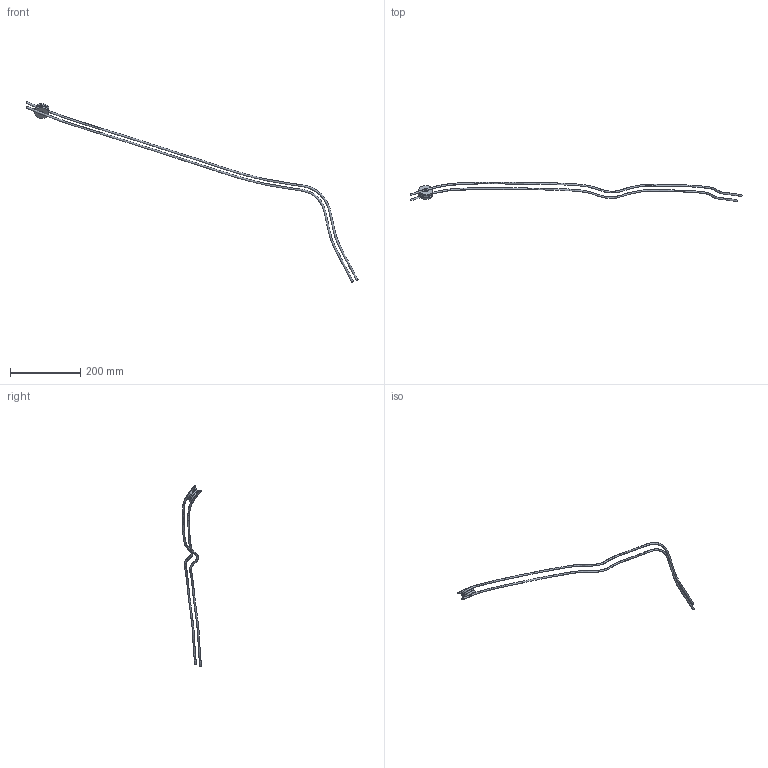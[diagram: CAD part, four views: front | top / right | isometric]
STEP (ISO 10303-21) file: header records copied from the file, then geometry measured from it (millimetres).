
FILE_DESCRIPTION(/* description */ (''),/* implementation_level */ '2;1');
FILE_NAME(/* name */ 'Baugruppe.step',/* time_stamp */ '2018-12-21T14:44:27+01:00',/* author */ ('Michi'),/* organization */ (''),/* preprocessor_version */ 'ST-DEVELOPER v17',/* originating_system */ 'Autodesk Inventor 2019',/* authorisation */ '');
FILE_SCHEMA (('AUTOMOTIVE_DESIGN { 1 0 10303 214 3 1 1 }'));
Length unit declared in the file: millimetre
Products named in the file (4): Baugruppe; Andrückrolle; Hilfsrohr Fläche; Hilfskugel klein
Assembly tree (4 placements, depth 2):
  Baugruppe
    Andrückrolle
    Hilfskugel klein  x2
    Hilfsrohr Fläche
Bounding box: 946.92 x 55.31 x 515.17 mm (x, y, z)
Volume: 19205.4 mm3; surface area: 41730 mm2
Topology: 3 solids, 5 shells, 12 faces, 36 edges, 26 vertices
Faces by surface type: cylinder 3, torus 3, plane 2, sphere 2, bspline 2
Full cylindrical faces by diameter (mm): 12 x1, 40 x2
Entity records: 7023 total; most frequent: CARTESIAN_POINT 6560, DIRECTION 89, ORIENTED_EDGE 58, AXIS2_PLACEMENT_3D 43, EDGE_CURVE 31, CIRCLE 26, VERTEX_POINT 24, EDGE_LOOP 13
